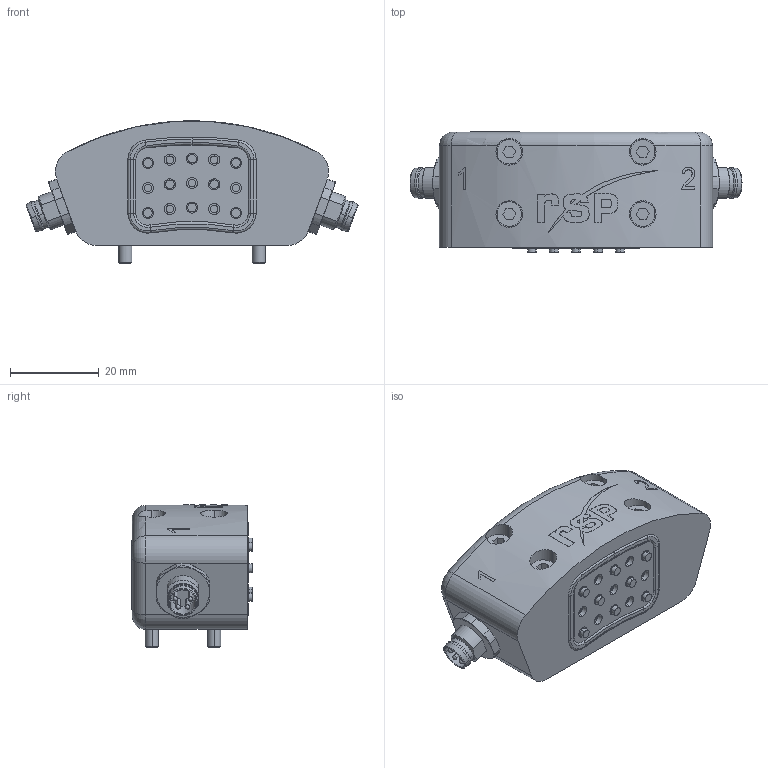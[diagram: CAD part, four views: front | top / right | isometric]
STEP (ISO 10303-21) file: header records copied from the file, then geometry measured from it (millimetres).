
FILE_DESCRIPTION (( 'STEP AP214' ), '1' );
FILE_NAME ('P1212.STEP', '2026-03-06T07:18:12', ( '' ), ( '' ), 'SwSTEP 2.0', 'SolidWorks 2024', '' );
FILE_SCHEMA (( 'AUTOMOTIVE_DESIGN' ));
Length unit declared in the file: millimetre
Products named in the file (1): P1212
Bounding box: 74.67 x 27.08 x 32 mm (x, y, z)
Volume: 36852 mm3; surface area: 17712.1 mm2
Topology: 18 solids, 20 shells, 865 faces, 2112 edges, 1337 vertices
Faces by surface type: plane 324, cylinder 302, bspline 90, cone 76, torus 49, sphere 24
Entity records: 41807 total; most frequent: CARTESIAN_POINT 12315, ORIENTED_EDGE 4096, DIRECTION 4050, EDGE_CURVE 2048, AXIS2_PLACEMENT_3D 1587, VERTEX_POINT 1305, EDGE_LOOP 995, UNCERTAINTY_MEASURE_WITH_UNIT 884
